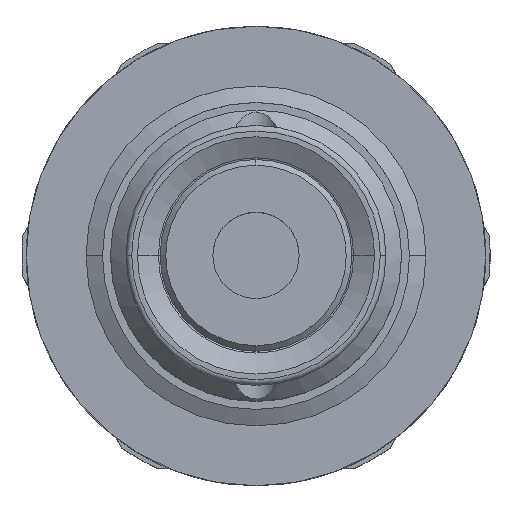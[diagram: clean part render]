
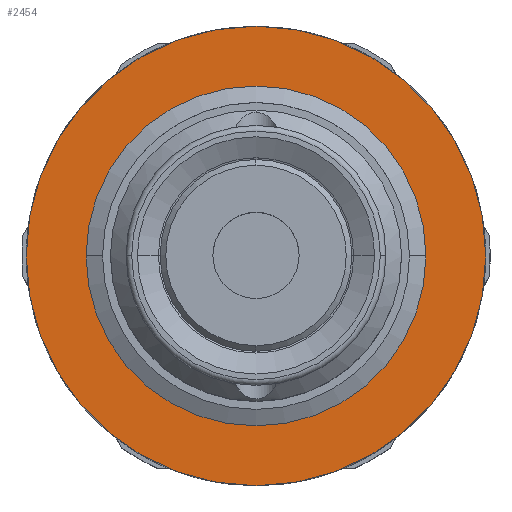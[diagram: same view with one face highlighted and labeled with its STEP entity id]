
A CAD part, top view. The second image highlights one B-rep face of the part: STEP entity #2454.
In plain terms, the highlighted planar face has unit normal (0, 0, 1).
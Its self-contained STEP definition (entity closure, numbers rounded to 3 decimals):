
#613=CARTESIAN_POINT('',(0.,0.,-13.723));
#614=DIRECTION('',(0.,0.,1.));
#615=DIRECTION('',(-1.,0.,0.));
#616=AXIS2_PLACEMENT_3D('',#613,#614,#615);
#618=CARTESIAN_POINT('',(0.,0.,-13.723));
#619=DIRECTION('',(0.,0.,1.));
#620=DIRECTION('',(1.,0.,0.));
#621=AXIS2_PLACEMENT_3D('',#618,#619,#620);
#627=CARTESIAN_POINT('',(0.,0.,-13.723));
#628=DIRECTION('',(0.,0.,1.));
#629=DIRECTION('',(0.,1.,0.));
#630=AXIS2_PLACEMENT_3D('',#627,#628,#629);
#691=CARTESIAN_POINT('',(0.,0.,-13.723));
#692=DIRECTION('',(0.,0.,-1.));
#693=DIRECTION('',(0.,1.,0.));
#694=AXIS2_PLACEMENT_3D('',#691,#692,#693);
#1865=CARTESIAN_POINT('',(0.,10.285,-13.723));
#1867=VERTEX_POINT('',#1865);
#1869=CARTESIAN_POINT('',(0.,-10.285,-13.723));
#1871=VERTEX_POINT('',#1869);
#1905=CARTESIAN_POINT('',(-7.605,0.,-13.723));
#1906=CARTESIAN_POINT('',(7.605,0.,-13.723));
#1907=VERTEX_POINT('',#1905);
#1908=VERTEX_POINT('',#1906);
#2438=CARTESIAN_POINT('',(0.,0.,-13.723));
#2439=DIRECTION('',(0.,0.,-1.));
#2440=DIRECTION('',(0.,1.,0.));
#2441=AXIS2_PLACEMENT_3D('',#2438,#2439,#2440);
#2442=PLANE('',#2441);
#2444=ORIENTED_EDGE('',*,*,#2443,.F.);
#2446=ORIENTED_EDGE('',*,*,#2445,.T.);
#2447=EDGE_LOOP('',(#2444,#2446));
#2448=FACE_OUTER_BOUND('',#2447,.F.);
#2450=ORIENTED_EDGE('',*,*,#2449,.T.);
#2451=ORIENTED_EDGE('',*,*,#2421,.T.);
#2452=EDGE_LOOP('',(#2450,#2451));
#2453=FACE_BOUND('',#2452,.F.);
#2454=ADVANCED_FACE('',(#2448,#2453),#2442,.F.);
#617=CIRCLE('',#616,7.605);
#622=CIRCLE('',#621,7.605);
#631=CIRCLE('',#630,10.285);
#695=CIRCLE('',#694,10.285);
#2421=EDGE_CURVE('',#1908,#1907,#622,.T.);
#2443=EDGE_CURVE('',#1867,#1871,#631,.T.);
#2445=EDGE_CURVE('',#1867,#1871,#695,.T.);
#2449=EDGE_CURVE('',#1907,#1908,#617,.T.);
